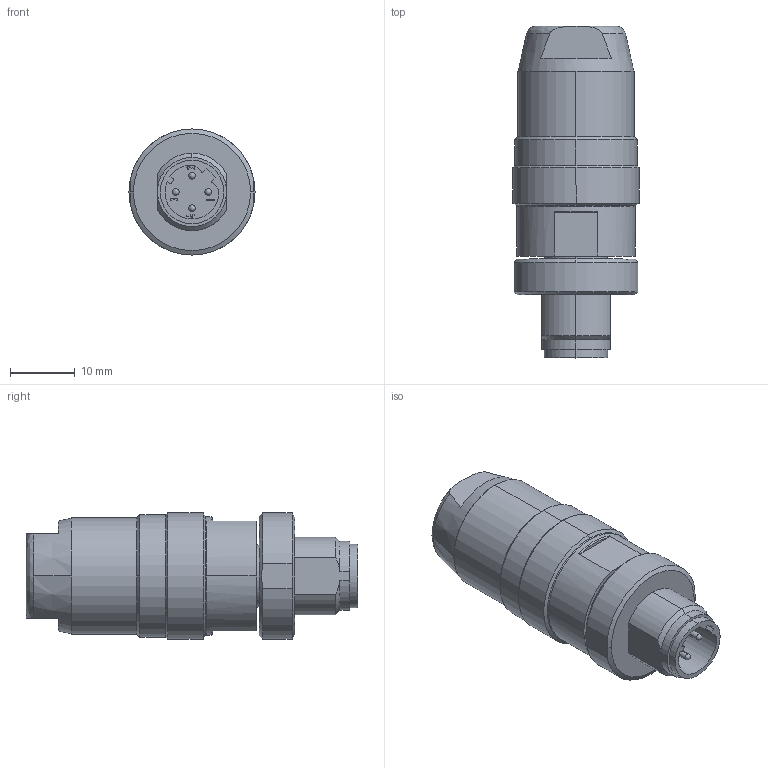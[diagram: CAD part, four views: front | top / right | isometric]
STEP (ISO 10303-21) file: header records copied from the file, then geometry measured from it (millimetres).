
FILE_DESCRIPTION (( 'STEP AP214' ), '1' );
FILE_NAME ('7000-14521-0000000.step', '2017-08-16T13:48:58', ( '' ), ( '' ), 'SwSTEP 2.0', 'SolidWorks 2017', '' );
FILE_SCHEMA (( 'AUTOMOTIVE_DESIGN' ));
Length unit declared in the file: inch
Products named in the file (1): 7000-14521-0000000
Bounding box: 19.5 x 51.35 x 19.5 mm (x, y, z)
Volume: 10268.3 mm3; surface area: 4512.8 mm2
Topology: 1 solids, 1 shells, 153 faces, 409 edges, 267 vertices
Faces by surface type: plane 72, cylinder 56, cone 15, bspline 10
Entity records: 5333 total; most frequent: CARTESIAN_POINT 1489, ORIENTED_EDGE 802, DIRECTION 790, EDGE_CURVE 401, AXIS2_PLACEMENT_3D 283, VERTEX_POINT 267, LINE 224, VECTOR 224
